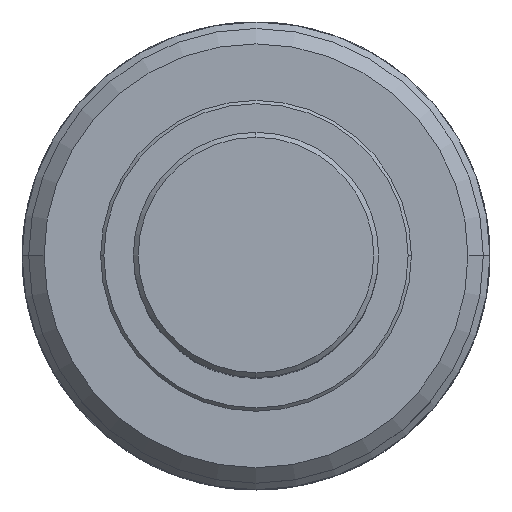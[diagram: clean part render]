
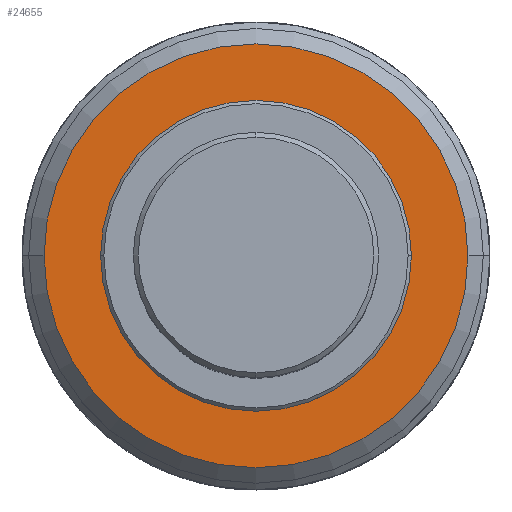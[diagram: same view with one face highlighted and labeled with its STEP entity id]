
A CAD part, top view. The second image highlights one B-rep face of the part: STEP entity #24655.
In plain terms, the highlighted planar face has unit normal (0, 0, 1).
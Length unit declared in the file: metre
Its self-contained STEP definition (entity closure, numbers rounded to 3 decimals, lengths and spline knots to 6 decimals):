
#456 = CARTESIAN_POINT ( 'NONE',  ( 0., 0., -0.01443 ) ) ;
#1005 = EDGE_CURVE ( 'NONE', #9936, #11793, #8398, .T. ) ;
#1465 = CARTESIAN_POINT ( 'NONE',  ( 0., 0., -0.01443 ) ) ;
#1958 = ORIENTED_EDGE ( 'NONE', *, *, #10085, .F. ) ;
#2801 = DIRECTION ( 'NONE',  ( -1., 0., 0. ) ) ;
#3090 = PLANE ( 'NONE',  #6331 ) ;
#3704 = EDGE_LOOP ( 'NONE', ( #28539, #1958 ) ) ;
#3804 = DIRECTION ( 'NONE',  ( -1., 0., 0. ) ) ;
#4839 = CIRCLE ( 'NONE', #16097, 0.00475 ) ;
#5458 = DIRECTION ( 'NONE',  ( 0., 0., -1. ) ) ;
#5595 = VERTEX_POINT ( 'NONE', #22720 ) ;
#6331 = AXIS2_PLACEMENT_3D ( 'NONE', #14742, #5458, #21788 ) ;
#7901 = DIRECTION ( 'NONE',  ( 0., 0., 1. ) ) ;
#8096 = CIRCLE ( 'NONE', #23970, 0.00648 ) ;
#8108 = CARTESIAN_POINT ( 'NONE',  ( 0.00648, 0., -0.01443 ) ) ;
#8398 = CIRCLE ( 'NONE', #19562, 0.00475 ) ;
#8809 = CARTESIAN_POINT ( 'NONE',  ( 0., 0., -0.01443 ) ) ;
#9936 = VERTEX_POINT ( 'NONE', #25352 ) ;
#10085 = EDGE_CURVE ( 'NONE', #28707, #5595, #8096, .T. ) ;
#10386 = FACE_OUTER_BOUND ( 'NONE', #3704, .T. ) ;
#10527 = ORIENTED_EDGE ( 'NONE', *, *, #25329, .F. ) ;
#11154 = DIRECTION ( 'NONE',  ( 0., 1., 0. ) ) ;
#11793 = VERTEX_POINT ( 'NONE', #22935 ) ;
#14742 = CARTESIAN_POINT ( 'NONE',  ( 0., 0.002556, -0.01443 ) ) ;
#15617 = ORIENTED_EDGE ( 'NONE', *, *, #1005, .F. ) ;
#16097 = AXIS2_PLACEMENT_3D ( 'NONE', #8809, #25096, #11154 ) ;
#16562 = FACE_BOUND ( 'NONE', #21289, .T. ) ;
#16772 = DIRECTION ( 'NONE',  ( 0., 0., -1. ) ) ;
#17776 = DIRECTION ( 'NONE',  ( 0., 0., -1. ) ) ;
#18829 = AXIS2_PLACEMENT_3D ( 'NONE', #1465, #17776, #3804 ) ;
#19562 = AXIS2_PLACEMENT_3D ( 'NONE', #21850, #7901, #24189 ) ;
#21289 = EDGE_LOOP ( 'NONE', ( #10527, #15617 ) ) ;
#21788 = DIRECTION ( 'NONE',  ( -1., 0., 0. ) ) ;
#21850 = CARTESIAN_POINT ( 'NONE',  ( 0., 0., -0.01443 ) ) ;
#22720 = CARTESIAN_POINT ( 'NONE',  ( -0.00648, 0., -0.01443 ) ) ;
#22935 = CARTESIAN_POINT ( 'NONE',  ( -0.00475, 0., -0.01443 ) ) ;
#23970 = AXIS2_PLACEMENT_3D ( 'NONE', #456, #16772, #2801 ) ;
#24189 = DIRECTION ( 'NONE',  ( 0., 1., 0. ) ) ;
#24655 = ADVANCED_FACE ( 'NONE', ( #16562, #10386 ), #3090, .F. ) ;
#24809 = EDGE_CURVE ( 'NONE', #5595, #28707, #28271, .T. ) ;
#25096 = DIRECTION ( 'NONE',  ( 0., 0., 1. ) ) ;
#25329 = EDGE_CURVE ( 'NONE', #11793, #9936, #4839, .T. ) ;
#25352 = CARTESIAN_POINT ( 'NONE',  ( 0.00475, 0., -0.01443 ) ) ;
#28271 = CIRCLE ( 'NONE', #18829, 0.00648 ) ;
#28539 = ORIENTED_EDGE ( 'NONE', *, *, #24809, .F. ) ;
#28707 = VERTEX_POINT ( 'NONE', #8108 ) ;
